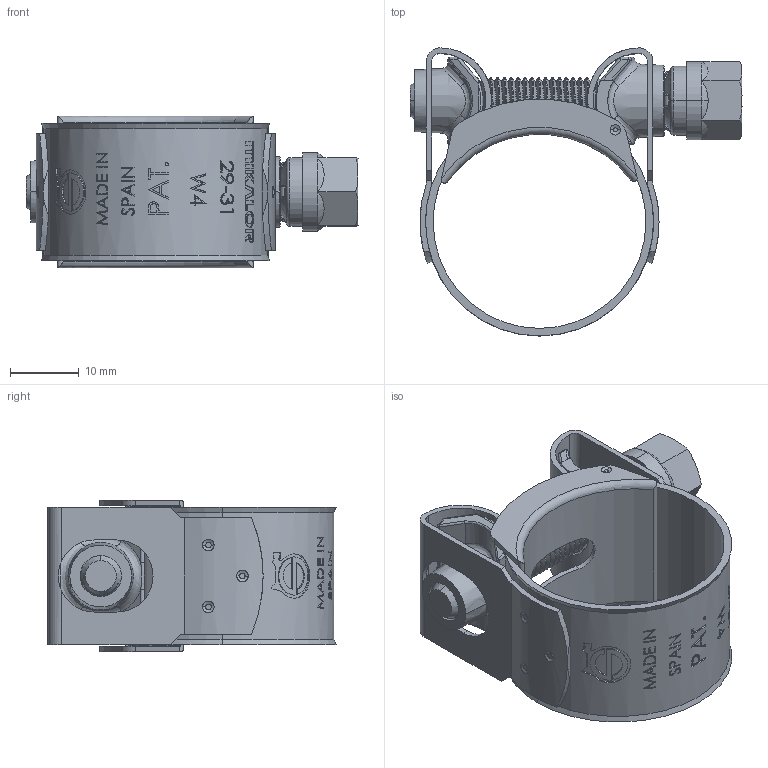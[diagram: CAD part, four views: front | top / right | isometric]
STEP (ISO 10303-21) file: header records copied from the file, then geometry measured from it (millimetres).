
FILE_DESCRIPTION (( 'STEP AP214' ), '1' );
FILE_NAME ('29-31W4.STEP', '2013-04-30T14:53:10', ( '' ), ( '' ), 'SwSTEP 2.0', 'SolidWorks 2012', '' );
FILE_SCHEMA (( 'AUTOMOTIVE_DESIGN' ));
Products named in the file (6): 202279_Cargol_M7x38_W4; 29-31_W4_TEULA_08x30; CASQUILLO_PASSAT_M7_W4; CASQUILLO_ROSCAT_M7_W4; 29-31_W4_CINTA_08x20; 29-31W4
Assembly tree (5 placements, depth 2):
  29-31W4
    29-31_W4_CINTA_08x20
    CASQUILLO_ROSCAT_M7_W4
    CASQUILLO_PASSAT_M7_W4
    29-31_W4_TEULA_08x30
    202279_Cargol_M7x38_W4
Bounding box: 48.35 x 41.95 x 22.1 mm (x, y, z)
Volume: 6319.5 mm3; surface area: 11821.8 mm2
Topology: 5 solids, 5 shells, 848 faces, 2233 edges, 1432 vertices
Faces by surface type: plane 287, bspline 245, cylinder 229, sphere 30, torus 29, cone 28
Entity records: 64338 total; most frequent: CARTESIAN_POINT 45819, ORIENTED_EDGE 4426, DIRECTION 2852, EDGE_CURVE 2213, VERTEX_POINT 1424, AXIS2_PLACEMENT_3D 1055, EDGE_LOOP 911, B_SPLINE_CURVE_WITH_KNOTS 886
